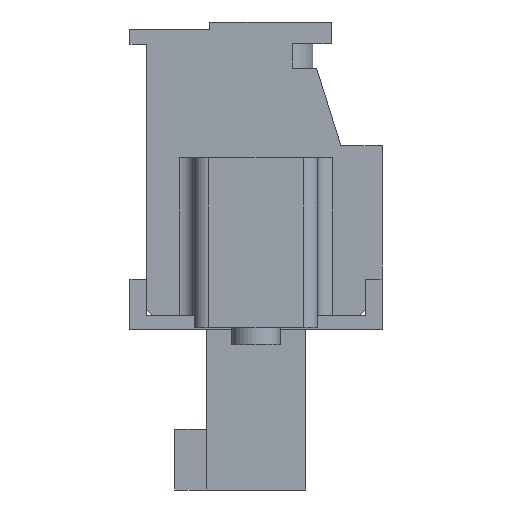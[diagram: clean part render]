
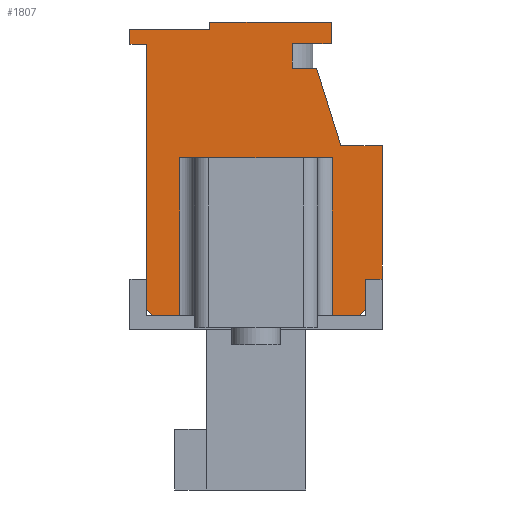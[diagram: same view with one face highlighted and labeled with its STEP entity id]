
A CAD part, left-side view. The second image highlights one B-rep face of the part: STEP entity #1807.
In plain terms, the highlighted planar face has unit normal (-1, 0, 0).
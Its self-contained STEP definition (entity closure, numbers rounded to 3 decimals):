
#1807 = ADVANCED_FACE( '', ( #4023 ), #4024, .T. );
#4023 = FACE_OUTER_BOUND( '', #6783, .T. );
#4024 = PLANE( '', #6784 );
#6783 = EDGE_LOOP( '', ( #11370, #11371, #11372, #11373, #11374, #11375, #11376, #11377, #11378, #11379, #11380, #11381, #11382, #11383, #11384, #11385, #11386, #11387, #11388, #11389, #11390, #11391 ) );
#6784 = AXIS2_PLACEMENT_3D( '', #11392, #11393, #11394 );
#11370 = ORIENTED_EDGE( '', *, *, #18370, .T. );
#11371 = ORIENTED_EDGE( '', *, *, #18371, .T. );
#11372 = ORIENTED_EDGE( '', *, *, #16767, .T. );
#11373 = ORIENTED_EDGE( '', *, *, #18372, .T. );
#11374 = ORIENTED_EDGE( '', *, *, #17415, .F. );
#11375 = ORIENTED_EDGE( '', *, *, #18373, .T. );
#11376 = ORIENTED_EDGE( '', *, *, #16777, .T. );
#11377 = ORIENTED_EDGE( '', *, *, #18374, .T. );
#11378 = ORIENTED_EDGE( '', *, *, #18375, .T. );
#11379 = ORIENTED_EDGE( '', *, *, #18376, .T. );
#11380 = ORIENTED_EDGE( '', *, *, #18377, .T. );
#11381 = ORIENTED_EDGE( '', *, *, #18217, .T. );
#11382 = ORIENTED_EDGE( '', *, *, #18378, .T. );
#11383 = ORIENTED_EDGE( '', *, *, #18379, .T. );
#11384 = ORIENTED_EDGE( '', *, *, #17649, .T. );
#11385 = ORIENTED_EDGE( '', *, *, #17944, .T. );
#11386 = ORIENTED_EDGE( '', *, *, #18380, .T. );
#11387 = ORIENTED_EDGE( '', *, *, #17733, .T. );
#11388 = ORIENTED_EDGE( '', *, *, #17891, .T. );
#11389 = ORIENTED_EDGE( '', *, *, #18381, .T. );
#11390 = ORIENTED_EDGE( '', *, *, #18382, .T. );
#11391 = ORIENTED_EDGE( '', *, *, #18383, .T. );
#11392 = CARTESIAN_POINT( '', ( -12.25, 0., 0. ) );
#11393 = DIRECTION( '', ( -1., 0., 0. ) );
#11394 = DIRECTION( '', ( 0., 0., 1. ) );
#16767 = EDGE_CURVE( '', #20012, #20013, #20014, .T. );
#16777 = EDGE_CURVE( '', #20033, #20031, #20034, .T. );
#17415 = EDGE_CURVE( '', #21158, #21160, #21161, .T. );
#17649 = EDGE_CURVE( '', #21543, #21547, #21549, .T. );
#17733 = EDGE_CURVE( '', #21688, #21689, #21690, .T. );
#17891 = EDGE_CURVE( '', #21689, #21950, #21951, .T. );
#17944 = EDGE_CURVE( '', #21547, #22035, #22037, .T. );
#18217 = EDGE_CURVE( '', #22470, #22471, #22472, .T. );
#18370 = EDGE_CURVE( '', #22703, #22704, #22705, .T. );
#18371 = EDGE_CURVE( '', #22704, #20012, #22706, .F. );
#18372 = EDGE_CURVE( '', #20013, #21160, #22707, .F. );
#18373 = EDGE_CURVE( '', #21158, #20033, #22708, .F. );
#18374 = EDGE_CURVE( '', #20031, #22709, #22710, .F. );
#18375 = EDGE_CURVE( '', #22709, #22711, #22712, .T. );
#18376 = EDGE_CURVE( '', #22711, #22713, #22714, .T. );
#18377 = EDGE_CURVE( '', #22713, #22470, #22715, .T. );
#18378 = EDGE_CURVE( '', #22471, #22716, #22717, .T. );
#18379 = EDGE_CURVE( '', #22716, #21543, #22718, .T. );
#18380 = EDGE_CURVE( '', #22035, #21688, #22719, .T. );
#18381 = EDGE_CURVE( '', #21950, #22720, #22721, .T. );
#18382 = EDGE_CURVE( '', #22720, #22722, #22723, .T. );
#18383 = EDGE_CURVE( '', #22722, #22703, #22724, .T. );
#20012 = VERTEX_POINT( '', #24784 );
#20013 = VERTEX_POINT( '', #24785 );
#20014 = LINE( '', #24786, #24787 );
#20031 = VERTEX_POINT( '', #24808 );
#20033 = VERTEX_POINT( '', #24811 );
#20034 = LINE( '', #24812, #24813 );
#21158 = VERTEX_POINT( '', #26478 );
#21160 = VERTEX_POINT( '', #26480 );
#21161 = LINE( '', #26481, #26482 );
#21543 = VERTEX_POINT( '', #27041 );
#21547 = VERTEX_POINT( '', #27047 );
#21549 = LINE( '', #27050, #27051 );
#21688 = VERTEX_POINT( '', #27254 );
#21689 = VERTEX_POINT( '', #27255 );
#21690 = LINE( '', #27256, #27257 );
#21950 = VERTEX_POINT( '', #27639 );
#21951 = LINE( '', #27640, #27641 );
#22035 = VERTEX_POINT( '', #27773 );
#22037 = LINE( '', #27776, #27777 );
#22470 = VERTEX_POINT( '', #28412 );
#22471 = VERTEX_POINT( '', #28413 );
#22472 = LINE( '', #28414, #28415 );
#22703 = VERTEX_POINT( '', #28762 );
#22704 = VERTEX_POINT( '', #28763 );
#22705 = LINE( '', #28764, #28765 );
#22706 = LINE( '', #28766, #28767 );
#22707 = LINE( '', #28768, #28769 );
#22708 = LINE( '', #28770, #28771 );
#22709 = VERTEX_POINT( '', #28772 );
#22710 = LINE( '', #28773, #28774 );
#22711 = VERTEX_POINT( '', #28775 );
#22712 = LINE( '', #28776, #28777 );
#22713 = VERTEX_POINT( '', #28778 );
#22714 = LINE( '', #28779, #28780 );
#22715 = LINE( '', #28781, #28782 );
#22716 = VERTEX_POINT( '', #28783 );
#22717 = LINE( '', #28784, #28785 );
#22718 = LINE( '', #28786, #28787 );
#22719 = LINE( '', #28788, #28789 );
#22720 = VERTEX_POINT( '', #28790 );
#22721 = LINE( '', #28791, #28792 );
#22722 = VERTEX_POINT( '', #28793 );
#22723 = LINE( '', #28794, #28795 );
#22724 = LINE( '', #28796, #28797 );
#24784 = CARTESIAN_POINT( '', ( -12.25, 4.25, -5.34 ) );
#24785 = CARTESIAN_POINT( '', ( -12.25, 3.15, -5.34 ) );
#24786 = CARTESIAN_POINT( '', ( -12.25, 0., -5.34 ) );
#24787 = VECTOR( '', #31774, 1000. );
#24808 = CARTESIAN_POINT( '', ( -12.25, -4.25, -5.34 ) );
#24811 = CARTESIAN_POINT( '', ( -12.25, -3.15, -5.34 ) );
#24812 = CARTESIAN_POINT( '', ( -12.25, 0., -5.34 ) );
#24813 = VECTOR( '', #31792, 1000. );
#26478 = CARTESIAN_POINT( '', ( -12.25, -3.15, 1.16 ) );
#26480 = CARTESIAN_POINT( '', ( -12.25, 3.15, 1.16 ) );
#26481 = CARTESIAN_POINT( '', ( -12.25, -2.55, 1.16 ) );
#26482 = VECTOR( '', #32421, 1000. );
#27041 = CARTESIAN_POINT( '', ( -12.25, -1.5, 4.86 ) );
#27047 = CARTESIAN_POINT( '', ( -12.25, -1.5, 5.86 ) );
#27050 = CARTESIAN_POINT( '', ( -12.25, -1.5, 4.86 ) );
#27051 = VECTOR( '', #32645, 1000. );
#27254 = CARTESIAN_POINT( '', ( -12.25, -3.1, 6.76 ) );
#27255 = CARTESIAN_POINT( '', ( -12.25, 1.9, 6.76 ) );
#27256 = CARTESIAN_POINT( '', ( -12.25, -3.1, 6.76 ) );
#27257 = VECTOR( '', #32722, 1000. );
#27639 = CARTESIAN_POINT( '', ( -12.25, 1.9, 6.46 ) );
#27640 = CARTESIAN_POINT( '', ( -12.25, 1.9, 6.76 ) );
#27641 = VECTOR( '', #32857, 1000. );
#27773 = CARTESIAN_POINT( '', ( -12.25, -3.1, 5.86 ) );
#27776 = CARTESIAN_POINT( '', ( -12.25, -1.5, 5.86 ) );
#27777 = VECTOR( '', #32919, 1000. );
#28412 = CARTESIAN_POINT( '', ( -12.25, -5.2, 1.66 ) );
#28413 = CARTESIAN_POINT( '', ( -12.25, -3.5, 1.66 ) );
#28414 = CARTESIAN_POINT( '', ( -12.25, -5.2, 1.66 ) );
#28415 = VECTOR( '', #33175, 1000. );
#28762 = CARTESIAN_POINT( '', ( -12.25, 4.5, 5.84 ) );
#28763 = CARTESIAN_POINT( '', ( -12.25, 4.5, -5.09 ) );
#28764 = CARTESIAN_POINT( '', ( -12.25, 4.5, 5.84 ) );
#28765 = VECTOR( '', #33313, 1000. );
#28766 = CARTESIAN_POINT( '', ( -12.25, 4.795, -4.795 ) );
#28767 = VECTOR( '', #33314, 1000. );
#28768 = CARTESIAN_POINT( '', ( -12.25, 3.15, 0. ) );
#28769 = VECTOR( '', #33315, 1000. );
#28770 = CARTESIAN_POINT( '', ( -12.25, -3.15, 0. ) );
#28771 = VECTOR( '', #33316, 1000. );
#28772 = CARTESIAN_POINT( '', ( -12.25, -4.5, -5.09 ) );
#28773 = CARTESIAN_POINT( '', ( -12.25, -4.795, -4.795 ) );
#28774 = VECTOR( '', #33317, 1000. );
#28775 = CARTESIAN_POINT( '', ( -12.25, -4.5, -3.84 ) );
#28776 = CARTESIAN_POINT( '', ( -12.25, -4.5, -5.84 ) );
#28777 = VECTOR( '', #33318, 1000. );
#28778 = CARTESIAN_POINT( '', ( -12.25, -5.2, -3.84 ) );
#28779 = CARTESIAN_POINT( '', ( -12.25, -4.5, -3.84 ) );
#28780 = VECTOR( '', #33319, 1000. );
#28781 = CARTESIAN_POINT( '', ( -12.25, -5.2, -3.84 ) );
#28782 = VECTOR( '', #33320, 1000. );
#28783 = CARTESIAN_POINT( '', ( -12.25, -2.5, 4.86 ) );
#28784 = CARTESIAN_POINT( '', ( -12.25, -3.5, 1.66 ) );
#28785 = VECTOR( '', #33321, 1000. );
#28786 = CARTESIAN_POINT( '', ( -12.25, -1.5, 4.86 ) );
#28787 = VECTOR( '', #33322, 1000. );
#28788 = CARTESIAN_POINT( '', ( -12.25, -3.1, 5.86 ) );
#28789 = VECTOR( '', #33323, 1000. );
#28790 = CARTESIAN_POINT( '', ( -12.25, 5.2, 6.46 ) );
#28791 = CARTESIAN_POINT( '', ( -12.25, 1.9, 6.46 ) );
#28792 = VECTOR( '', #33324, 1000. );
#28793 = CARTESIAN_POINT( '', ( -12.25, 5.2, 5.84 ) );
#28794 = CARTESIAN_POINT( '', ( -12.25, 5.2, 6.46 ) );
#28795 = VECTOR( '', #33325, 1000. );
#28796 = CARTESIAN_POINT( '', ( -12.25, 5.2, 5.84 ) );
#28797 = VECTOR( '', #33326, 1000. );
#31774 = DIRECTION( '', ( 0., -1., 0. ) );
#31792 = DIRECTION( '', ( 0., -1., 0. ) );
#32421 = DIRECTION( '', ( 0., 1., 0. ) );
#32645 = DIRECTION( '', ( 0., 0., 1. ) );
#32722 = DIRECTION( '', ( 0., 1., 0. ) );
#32857 = DIRECTION( '', ( 0., 0., -1. ) );
#32919 = DIRECTION( '', ( 0., -1., 0. ) );
#33175 = DIRECTION( '', ( 0., 1., 0. ) );
#33313 = DIRECTION( '', ( 0., 0., -1. ) );
#33314 = DIRECTION( '', ( 0., 0.707, 0.707 ) );
#33315 = DIRECTION( '', ( 0., 0., -1. ) );
#33316 = DIRECTION( '', ( 0., 0., 1. ) );
#33317 = DIRECTION( '', ( 0., 0.707, -0.707 ) );
#33318 = DIRECTION( '', ( 0., 0., 1. ) );
#33319 = DIRECTION( '', ( 0., -1., 0. ) );
#33320 = DIRECTION( '', ( 0., 0., 1. ) );
#33321 = DIRECTION( '', ( 0., 0.298, 0.954 ) );
#33322 = DIRECTION( '', ( 0., 1., 0. ) );
#33323 = DIRECTION( '', ( 0., 0., 1. ) );
#33324 = DIRECTION( '', ( 0., 1., 0. ) );
#33325 = DIRECTION( '', ( 0., 0., -1. ) );
#33326 = DIRECTION( '', ( 0., -1., 0. ) );
